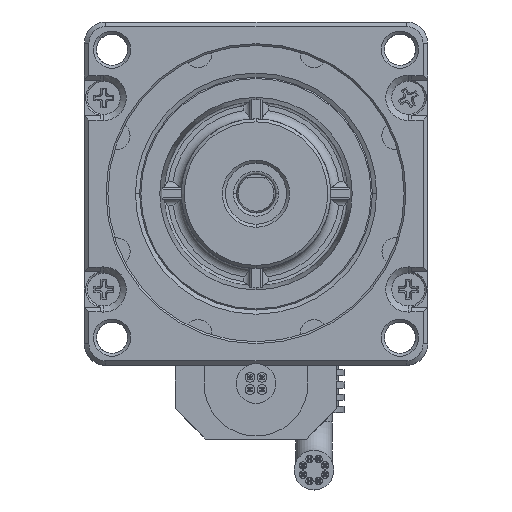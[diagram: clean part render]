
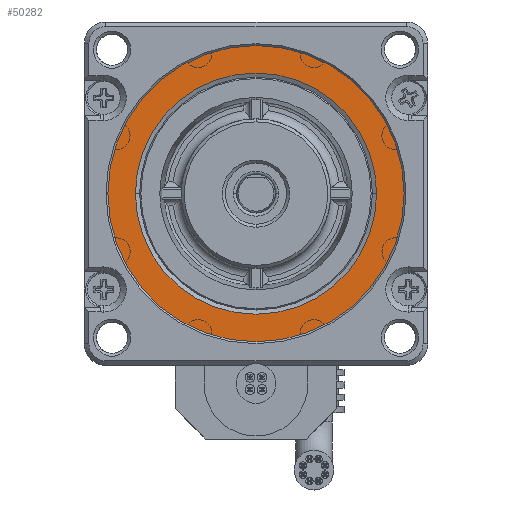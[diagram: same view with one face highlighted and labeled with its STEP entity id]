
A CAD part, top view. The second image highlights one B-rep face of the part: STEP entity #50282.
In plain terms, the highlighted face is planar.
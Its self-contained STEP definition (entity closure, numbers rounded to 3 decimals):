
#46110=CARTESIAN_POINT('',(0.,0.,0.55));
#46111=DIRECTION('',(0.,0.,-1.));
#46112=DIRECTION('',(0.,-1.,0.));
#46113=AXIS2_PLACEMENT_3D('',#46110,#46111,#46112);
#46115=CARTESIAN_POINT('',(0.,0.,0.55));
#46116=DIRECTION('',(0.,0.,-1.));
#46117=DIRECTION('',(0.,1.,0.));
#46118=AXIS2_PLACEMENT_3D('',#46115,#46116,#46117);
#46120=CARTESIAN_POINT('',(0.,0.,0.55));
#46121=DIRECTION('',(0.,0.,1.));
#46122=DIRECTION('',(-1.,0.,0.));
#46123=AXIS2_PLACEMENT_3D('',#46120,#46121,#46122);
#46125=CARTESIAN_POINT('',(0.,0.,0.55));
#46126=DIRECTION('',(0.,0.,1.));
#46127=DIRECTION('',(1.,0.,0.));
#46128=AXIS2_PLACEMENT_3D('',#46125,#46126,#46127);
#47578=CARTESIAN_POINT('',(0.,-24.25,0.55));
#47579=CARTESIAN_POINT('',(0.,24.25,0.55));
#47580=VERTEX_POINT('',#47578);
#47581=VERTEX_POINT('',#47579);
#47906=CARTESIAN_POINT('',(-19.743,0.,0.55));
#47907=CARTESIAN_POINT('',(19.743,0.,0.55));
#47908=VERTEX_POINT('',#47906);
#47909=VERTEX_POINT('',#47907);
#50266=CARTESIAN_POINT('',(0.,0.,0.55));
#50267=DIRECTION('',(0.,0.,-1.));
#50268=DIRECTION('',(0.,1.,0.));
#50269=AXIS2_PLACEMENT_3D('',#50266,#50267,#50268);
#50270=PLANE('',#50269);
#50272=ORIENTED_EDGE('',*,*,#50271,.F.);
#50274=ORIENTED_EDGE('',*,*,#50273,.F.);
#50275=EDGE_LOOP('',(#50272,#50274));
#50276=FACE_OUTER_BOUND('',#50275,.F.);
#50277=ORIENTED_EDGE('',*,*,#50256,.F.);
#50279=ORIENTED_EDGE('',*,*,#50278,.F.);
#50280=EDGE_LOOP('',(#50277,#50279));
#50281=FACE_BOUND('',#50280,.F.);
#50282=ADVANCED_FACE('',(#50276,#50281),#50270,.T.);
#46114=CIRCLE('',#46113,24.25);
#46119=CIRCLE('',#46118,24.25);
#46124=CIRCLE('',#46123,19.743);
#46129=CIRCLE('',#46128,19.743);
#50256=EDGE_CURVE('',#47908,#47909,#46124,.T.);
#50271=EDGE_CURVE('',#47580,#47581,#46114,.T.);
#50273=EDGE_CURVE('',#47581,#47580,#46119,.T.);
#50278=EDGE_CURVE('',#47909,#47908,#46129,.T.);
